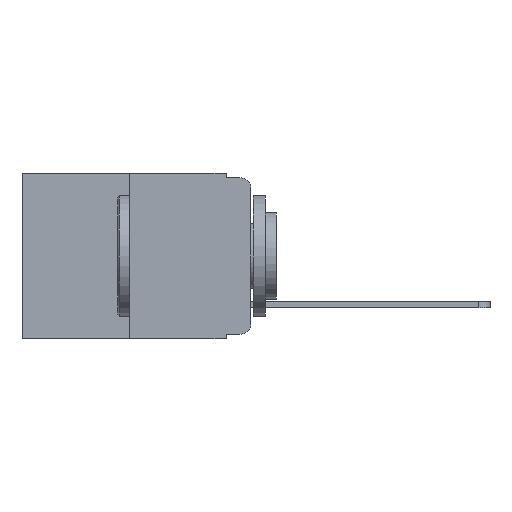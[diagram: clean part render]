
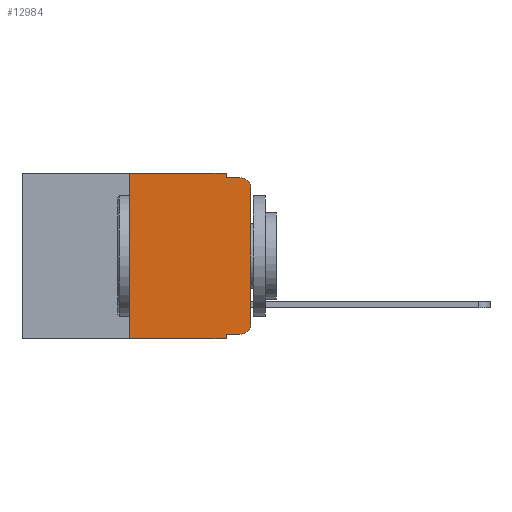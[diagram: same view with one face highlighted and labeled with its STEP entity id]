
A CAD part, left-side view. The second image highlights one B-rep face of the part: STEP entity #12984.
In plain terms, the highlighted planar face has unit normal (-1, 0, 0).
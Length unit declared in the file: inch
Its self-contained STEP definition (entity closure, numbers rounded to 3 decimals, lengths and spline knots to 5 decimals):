
#299 = CARTESIAN_POINT ( 'NONE',  ( 0., 0.25, 0. ) ) ;
#417 = ORIENTED_EDGE ( 'NONE', *, *, #1461, .F. ) ;
#1027 = DIRECTION ( 'NONE',  ( 0., 0., 1. ) ) ;
#1100 = AXIS2_PLACEMENT_3D ( 'NONE', #15854, #4155, #12134 ) ;
#1262 = CARTESIAN_POINT ( 'NONE',  ( 0., 0., 0. ) ) ;
#1350 = EDGE_CURVE ( 'NONE', #25319, #11932, #1773, .T. ) ;
#1461 = EDGE_CURVE ( 'NONE', #17312, #8010, #11184, .T. ) ;
#1773 = LINE ( 'NONE', #1927, #10231 ) ;
#1886 = EDGE_CURVE ( 'NONE', #17759, #10930, #22829, .T. ) ;
#1889 = ORIENTED_EDGE ( 'NONE', *, *, #1886, .T. ) ;
#1927 = CARTESIAN_POINT ( 'NONE',  ( 0., 0.473, -0.343 ) ) ;
#2005 = VERTEX_POINT ( 'NONE', #14285 ) ;
#2518 = CIRCLE ( 'NONE', #13513, 0.02 ) ;
#2694 = LINE ( 'NONE', #18244, #17672 ) ;
#2707 = CARTESIAN_POINT ( 'NONE',  ( 0., 0.02, -0.01 ) ) ;
#3074 = EDGE_CURVE ( 'NONE', #14444, #14802, #22751, .T. ) ;
#3300 = EDGE_CURVE ( 'NONE', #2005, #8010, #2518, .T. ) ;
#3703 = FACE_OUTER_BOUND ( 'NONE', #18336, .T. ) ;
#4155 = DIRECTION ( 'NONE',  ( -1., 0., 0. ) ) ;
#4636 = DIRECTION ( 'NONE',  ( 0., -1., 0. ) ) ;
#4877 = DIRECTION ( 'NONE',  ( 0., 0., 1. ) ) ;
#5152 = CARTESIAN_POINT ( 'NONE',  ( 0., 0.02, -0.03 ) ) ;
#5320 = ORIENTED_EDGE ( 'NONE', *, *, #23587, .T. ) ;
#5583 = DIRECTION ( 'NONE',  ( 0., -1., 0. ) ) ;
#6092 = CARTESIAN_POINT ( 'NONE',  ( 0., 0.051, -0.343 ) ) ;
#6495 = VECTOR ( 'NONE', #23641, 39.37008 ) ;
#7188 = CARTESIAN_POINT ( 'NONE',  ( 0., 0.473, 0. ) ) ;
#7310 = CARTESIAN_POINT ( 'NONE',  ( 0., 0.051, -0.333 ) ) ;
#7438 = ORIENTED_EDGE ( 'NONE', *, *, #15449, .F. ) ;
#7640 = EDGE_CURVE ( 'NONE', #14066, #17759, #22739, .T. ) ;
#8010 = VERTEX_POINT ( 'NONE', #2707 ) ;
#8250 = ORIENTED_EDGE ( 'NONE', *, *, #1350, .T. ) ;
#9031 = VECTOR ( 'NONE', #16400, 39.37008 ) ;
#9135 = ORIENTED_EDGE ( 'NONE', *, *, #7640, .T. ) ;
#9302 = DIRECTION ( 'NONE',  ( 0., 0., -1. ) ) ;
#10231 = VECTOR ( 'NONE', #15404, 39.37008 ) ;
#10930 = VERTEX_POINT ( 'NONE', #22352 ) ;
#11117 = DIRECTION ( 'NONE',  ( 0., 0., -1. ) ) ;
#11184 = LINE ( 'NONE', #18185, #9031 ) ;
#11197 = DIRECTION ( 'NONE',  ( -1., 0., 0. ) ) ;
#11550 = EDGE_CURVE ( 'NONE', #14066, #11932, #19084, .T. ) ;
#11638 = VECTOR ( 'NONE', #4877, 39.37008 ) ;
#11932 = VERTEX_POINT ( 'NONE', #6092 ) ;
#11964 = VECTOR ( 'NONE', #5583, 39.37008 ) ;
#12134 = DIRECTION ( 'NONE',  ( 0., 0., -1. ) ) ;
#12160 = AXIS2_PLACEMENT_3D ( 'NONE', #7188, #16701, #22850 ) ;
#12984 = ADVANCED_FACE ( 'NONE', ( #3703 ), #22765, .F. ) ;
#13513 = AXIS2_PLACEMENT_3D ( 'NONE', #5152, #11197, #11117 ) ;
#13969 = ORIENTED_EDGE ( 'NONE', *, *, #14048, .F. ) ;
#14048 = EDGE_CURVE ( 'NONE', #25319, #14444, #2694, .T. ) ;
#14066 = VERTEX_POINT ( 'NONE', #7310 ) ;
#14285 = CARTESIAN_POINT ( 'NONE',  ( 0., 0., -0.03 ) ) ;
#14444 = VERTEX_POINT ( 'NONE', #299 ) ;
#14555 = VECTOR ( 'NONE', #9302, 39.37008 ) ;
#14802 = VERTEX_POINT ( 'NONE', #19368 ) ;
#15404 = DIRECTION ( 'NONE',  ( 0., -1., 0. ) ) ;
#15449 = EDGE_CURVE ( 'NONE', #14802, #17312, #25000, .T. ) ;
#15854 = CARTESIAN_POINT ( 'NONE',  ( 0., 0.02, -0.313 ) ) ;
#16081 = ORIENTED_EDGE ( 'NONE', *, *, #3300, .T. ) ;
#16210 = CARTESIAN_POINT ( 'NONE',  ( 0., 0.051, 0. ) ) ;
#16352 = CARTESIAN_POINT ( 'NONE',  ( 0., 0.051, -0.333 ) ) ;
#16400 = DIRECTION ( 'NONE',  ( 0., -1., 0. ) ) ;
#16701 = DIRECTION ( 'NONE',  ( 1., 0., 0. ) ) ;
#17092 = CARTESIAN_POINT ( 'NONE',  ( 0., 0.02, -0.333 ) ) ;
#17295 = CARTESIAN_POINT ( 'NONE',  ( 0., 0.473, 0. ) ) ;
#17312 = VERTEX_POINT ( 'NONE', #22028 ) ;
#17515 = ORIENTED_EDGE ( 'NONE', *, *, #11550, .F. ) ;
#17672 = VECTOR ( 'NONE', #1027, 39.37008 ) ;
#17759 = VERTEX_POINT ( 'NONE', #17092 ) ;
#18185 = CARTESIAN_POINT ( 'NONE',  ( 0., 0.051, -0.01 ) ) ;
#18244 = CARTESIAN_POINT ( 'NONE',  ( 0., 0.25, 0. ) ) ;
#18336 = EDGE_LOOP ( 'NONE', ( #5320, #16081, #417, #7438, #19015, #13969, #8250, #17515, #9135, #1889 ) ) ;
#19015 = ORIENTED_EDGE ( 'NONE', *, *, #3074, .F. ) ;
#19084 = LINE ( 'NONE', #16210, #6495 ) ;
#19368 = CARTESIAN_POINT ( 'NONE',  ( 0., 0.051, 0. ) ) ;
#20585 = LINE ( 'NONE', #1262, #11638 ) ;
#20623 = VECTOR ( 'NONE', #4636, 39.37008 ) ;
#21142 = CARTESIAN_POINT ( 'NONE',  ( 0., 0.051, 0. ) ) ;
#22028 = CARTESIAN_POINT ( 'NONE',  ( 0., 0.051, -0.01 ) ) ;
#22352 = CARTESIAN_POINT ( 'NONE',  ( 0., 0., -0.313 ) ) ;
#22739 = LINE ( 'NONE', #16352, #20623 ) ;
#22751 = LINE ( 'NONE', #17295, #11964 ) ;
#22765 = PLANE ( 'NONE',  #12160 ) ;
#22829 = CIRCLE ( 'NONE', #1100, 0.02 ) ;
#22850 = DIRECTION ( 'NONE',  ( 0., 0., -1. ) ) ;
#23587 = EDGE_CURVE ( 'NONE', #10930, #2005, #20585, .T. ) ;
#23641 = DIRECTION ( 'NONE',  ( 0., 0., -1. ) ) ;
#23842 = CARTESIAN_POINT ( 'NONE',  ( 0., 0.25, -0.343 ) ) ;
#25000 = LINE ( 'NONE', #21142, #14555 ) ;
#25319 = VERTEX_POINT ( 'NONE', #23842 ) ;
